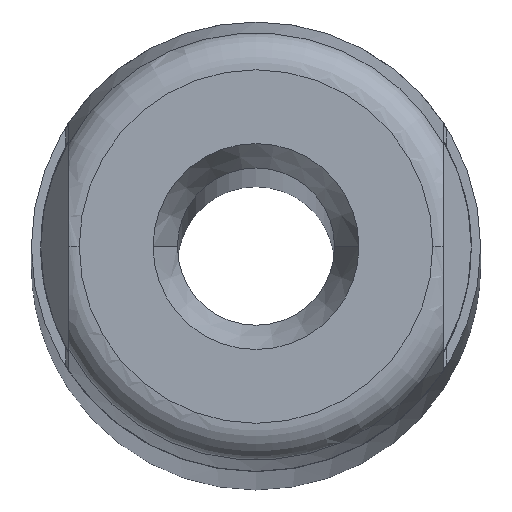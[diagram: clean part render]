
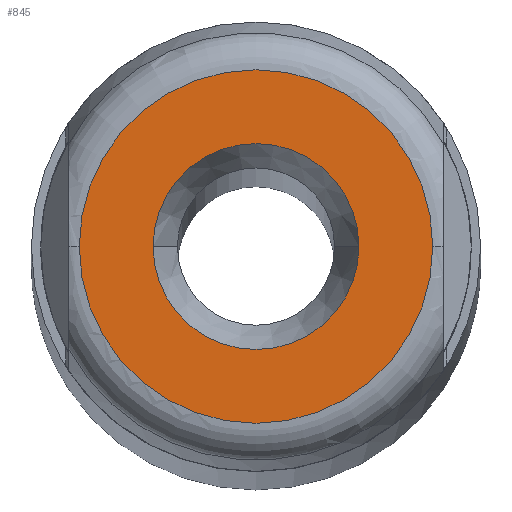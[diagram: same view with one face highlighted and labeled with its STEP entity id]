
A CAD part, top view. The second image highlights one B-rep face of the part: STEP entity #845.
In plain terms, the highlighted planar face has unit normal (0, 0, 1).
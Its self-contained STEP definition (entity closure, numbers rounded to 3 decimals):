
#69 = FACE_BOUND ( 'NONE', #848, .T. ) ;
#74 = AXIS2_PLACEMENT_3D ( 'NONE', #130, #93, #110 ) ;
#89 = PLANE ( 'NONE',  #74 ) ;
#93 = DIRECTION ( 'NONE',  ( 0., 0., -1. ) ) ;
#97 = CIRCLE ( 'NONE', #108, 4.72 ) ;
#98 = DIRECTION ( 'NONE',  ( 0., 0., 1. ) ) ;
#100 = AXIS2_PLACEMENT_3D ( 'NONE', #131, #98, #109 ) ;
#108 = AXIS2_PLACEMENT_3D ( 'NONE', #163, #161, #160 ) ;
#109 = DIRECTION ( 'NONE',  ( 1., 0., 0. ) ) ;
#110 = DIRECTION ( 'NONE',  ( -1., 0., 0. ) ) ;
#112 = CIRCLE ( 'NONE', #100, 2.75 ) ;
#130 = CARTESIAN_POINT ( 'NONE',  ( 0., 0., 0. ) ) ;
#131 = CARTESIAN_POINT ( 'NONE',  ( 0., 0., 0. ) ) ;
#133 = FACE_OUTER_BOUND ( 'NONE', #854, .T. ) ;
#160 = DIRECTION ( 'NONE',  ( 1., 0., 0. ) ) ;
#161 = DIRECTION ( 'NONE',  ( 0., 0., 1. ) ) ;
#163 = CARTESIAN_POINT ( 'NONE',  ( 0., 0., 0. ) ) ;
#348 = DIRECTION ( 'NONE',  ( 0., 0., 1. ) ) ;
#350 = AXIS2_PLACEMENT_3D ( 'NONE', #378, #348, #373 ) ;
#364 = CARTESIAN_POINT ( 'NONE',  ( 4.72, 0., 0. ) ) ;
#373 = DIRECTION ( 'NONE',  ( 1., 0., 0. ) ) ;
#378 = CARTESIAN_POINT ( 'NONE',  ( 0., 0., 0. ) ) ;
#380 = CIRCLE ( 'NONE', #350, 4.72 ) ;
#390 = CARTESIAN_POINT ( 'NONE',  ( -4.72, 0., 0. ) ) ;
#555 = DIRECTION ( 'NONE',  ( 1., 0., 0. ) ) ;
#556 = DIRECTION ( 'NONE',  ( 0., 0., 1. ) ) ;
#557 = CARTESIAN_POINT ( 'NONE',  ( 0., 0., 0. ) ) ;
#558 = AXIS2_PLACEMENT_3D ( 'NONE', #557, #556, #555 ) ;
#560 = CIRCLE ( 'NONE', #558, 2.75 ) ;
#638 = CARTESIAN_POINT ( 'NONE',  ( -2.75, 0., 0. ) ) ;
#645 = CARTESIAN_POINT ( 'NONE',  ( 2.75, 0., 0. ) ) ;
#845 = ADVANCED_FACE ( 'NONE', ( #69, #133 ), #89, .F. ) ;
#848 = EDGE_LOOP ( 'NONE', ( #851, #853 ) ) ;
#849 = ORIENTED_EDGE ( 'NONE', *, *, #983, .T. ) ;
#851 = ORIENTED_EDGE ( 'NONE', *, *, #855, .F. ) ;
#853 = ORIENTED_EDGE ( 'NONE', *, *, #1046, .F. ) ;
#854 = EDGE_LOOP ( 'NONE', ( #849, #857 ) ) ;
#855 = EDGE_CURVE ( 'NONE', #1083, #1085, #112, .T. ) ;
#856 = EDGE_CURVE ( 'NONE', #996, #971, #97, .T. ) ;
#857 = ORIENTED_EDGE ( 'NONE', *, *, #856, .T. ) ;
#971 = VERTEX_POINT ( 'NONE', #364 ) ;
#983 = EDGE_CURVE ( 'NONE', #971, #996, #380, .T. ) ;
#996 = VERTEX_POINT ( 'NONE', #390 ) ;
#1046 = EDGE_CURVE ( 'NONE', #1085, #1083, #560, .T. ) ;
#1083 = VERTEX_POINT ( 'NONE', #645 ) ;
#1085 = VERTEX_POINT ( 'NONE', #638 ) ;
